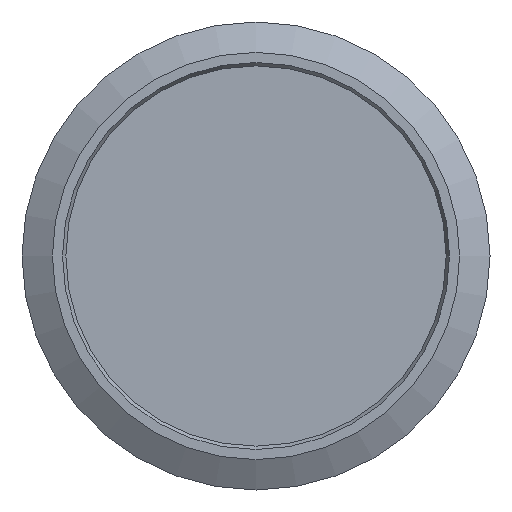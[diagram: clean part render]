
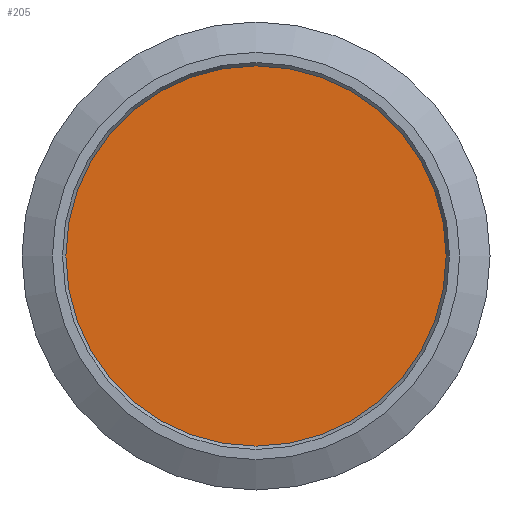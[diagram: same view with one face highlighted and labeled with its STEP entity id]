
A CAD part, front view. The second image highlights one B-rep face of the part: STEP entity #205.
In plain terms, the highlighted planar face has unit normal (0, -1, 0).
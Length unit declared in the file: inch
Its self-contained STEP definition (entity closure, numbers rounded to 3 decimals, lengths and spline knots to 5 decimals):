
#87 = ORIENTED_EDGE ( 'NONE', *, *, #101, .T. ) ;
#101 = EDGE_CURVE ( 'NONE', #198, #198, #468, .T. ) ;
#107 = DIRECTION ( 'NONE',  ( 1., 0., 0. ) ) ;
#108 = CARTESIAN_POINT ( 'NONE',  ( 0., -1.76772, 0. ) ) ;
#160 = FACE_OUTER_BOUND ( 'NONE', #470, .T. ) ;
#198 = VERTEX_POINT ( 'NONE', #419 ) ;
#205 = ADVANCED_FACE ( 'NONE', ( #160 ), #393, .T. ) ;
#217 = DIRECTION ( 'NONE',  ( 0., 0., -1. ) ) ;
#229 = AXIS2_PLACEMENT_3D ( 'NONE', #587, #400, #217 ) ;
#259 = DIRECTION ( 'NONE',  ( 0., -1., 0. ) ) ;
#288 = AXIS2_PLACEMENT_3D ( 'NONE', #108, #259, #107 ) ;
#393 = PLANE ( 'NONE',  #288 ) ;
#400 = DIRECTION ( 'NONE',  ( 0., -1., 0. ) ) ;
#419 = CARTESIAN_POINT ( 'NONE',  ( 0., -1.76772, -0.12795 ) ) ;
#468 = CIRCLE ( 'NONE', #229, 0.12795 ) ;
#470 = EDGE_LOOP ( 'NONE', ( #87 ) ) ;
#587 = CARTESIAN_POINT ( 'NONE',  ( 0., -1.76772, 0. ) ) ;
